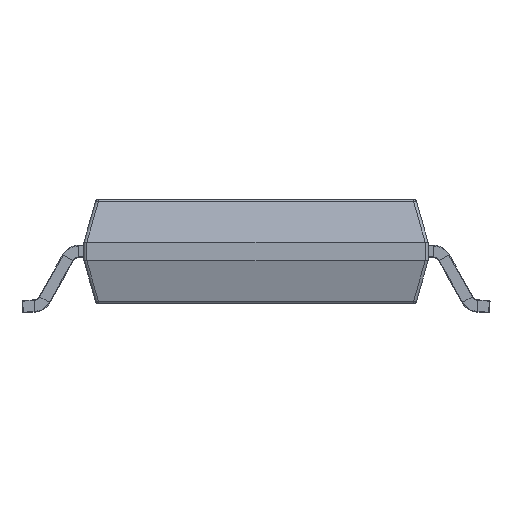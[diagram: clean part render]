
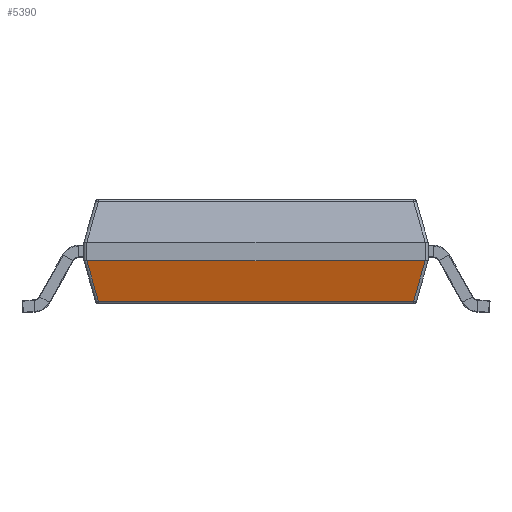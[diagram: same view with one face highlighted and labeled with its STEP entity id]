
A CAD part, front view. The second image highlights one B-rep face of the part: STEP entity #5390.
In plain terms, the highlighted planar face has unit normal (0, -0.962, -0.275).
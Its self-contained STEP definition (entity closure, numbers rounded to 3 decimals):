
#2960 = CARTESIAN_POINT ( 'NONE',  ( 2.752, -7.6, 0.75 ) ) ;
#4080 = CARTESIAN_POINT ( 'NONE',  ( 2.75, -7.6, 0.75 ) ) ;
#5390 = ADVANCED_FACE ( 'NONE', ( #32960 ), #43294, .F. ) ;
#7977 = VECTOR ( 'NONE', #25856, 1000. ) ;
#9831 = CARTESIAN_POINT ( 'NONE',  ( 2.6, -7.41, 0.086 ) ) ;
#10708 = VERTEX_POINT ( 'NONE', #112751 ) ;
#11222 = ORIENTED_EDGE ( 'NONE', *, *, #108597, .T. ) ;
#15632 = DIRECTION ( 'NONE',  ( 1., 0., 0. ) ) ;
#18559 = CARTESIAN_POINT ( 'NONE',  ( -2.562, -7.41, 0.086 ) ) ;
#18889 = CARTESIAN_POINT ( 'NONE',  ( -2.755, -7.603, 0.762 ) ) ;
#21580 = CARTESIAN_POINT ( 'NONE',  ( -2.751, -7.6, 0.75 ) ) ;
#24495 = DIRECTION ( 'NONE',  ( 0.265, -0.265, 0.927 ) ) ;
#25856 = DIRECTION ( 'NONE',  ( 0.265, 0.265, -0.927 ) ) ;
#27850 = CARTESIAN_POINT ( 'NONE',  ( 2.751, -7.6, 0.75 ) ) ;
#28308 = CARTESIAN_POINT ( 'NONE',  ( -2.752, -7.6, 0.75 ) ) ;
#29009 = CARTESIAN_POINT ( 'NONE',  ( 2.75, -7.6, 0.75 ) ) ;
#29027 = VERTEX_POINT ( 'NONE', #97859 ) ;
#29200 = CARTESIAN_POINT ( 'NONE',  ( -2.75, -7.6, 0.75 ) ) ;
#29267 = EDGE_LOOP ( 'NONE', ( #90215, #88933, #73713, #11222, #91069, #102695 ) ) ;
#32960 = FACE_OUTER_BOUND ( 'NONE', #29267, .T. ) ;
#33193 = CARTESIAN_POINT ( 'NONE',  ( 2.362, -7.21, -0.614 ) ) ;
#33456 = VERTEX_POINT ( 'NONE', #28308 ) ;
#34120 = CARTESIAN_POINT ( 'NONE',  ( -2.8, -7.6, 0.75 ) ) ;
#34187 = VERTEX_POINT ( 'NONE', #4080 ) ;
#37567 =( BOUNDED_CURVE ( )  B_SPLINE_CURVE ( 3, ( #29200, #65051, #21580, #64504 ),
 .UNSPECIFIED., .F., .F. ) 
 B_SPLINE_CURVE_WITH_KNOTS ( ( 4, 4 ),
 ( 3.142, 3.179 ),
 .UNSPECIFIED. ) 
 CURVE ( )  GEOMETRIC_REPRESENTATION_ITEM ( )  RATIONAL_B_SPLINE_CURVE ( ( 1., 1., 1., 1. ) ) 
 REPRESENTATION_ITEM ( '' )  );
#39148 = VERTEX_POINT ( 'NONE', #85839 ) ;
#43294 = PLANE ( 'NONE',  #45882 ) ;
#45031 = DIRECTION ( 'NONE',  ( 1., 0., 0. ) ) ;
#45822 = EDGE_CURVE ( 'NONE', #29027, #34187, #69391, .T. ) ;
#45882 = AXIS2_PLACEMENT_3D ( 'NONE', #94363, #85728, #77063 ) ;
#51852 = VECTOR ( 'NONE', #15632, 1000. ) ;
#54087 = VERTEX_POINT ( 'NONE', #18559 ) ;
#62335 = VECTOR ( 'NONE', #45031, 1000. ) ;
#62497 = EDGE_CURVE ( 'NONE', #10708, #33456, #37567, .T. ) ;
#64504 = CARTESIAN_POINT ( 'NONE',  ( -2.752, -7.6, 0.75 ) ) ;
#65051 = CARTESIAN_POINT ( 'NONE',  ( -2.751, -7.6, 0.75 ) ) ;
#69391 =( BOUNDED_CURVE ( )  B_SPLINE_CURVE ( 3, ( #2960, #73591, #27850, #29009 ),
 .UNSPECIFIED., .F., .F. ) 
 B_SPLINE_CURVE_WITH_KNOTS ( ( 4, 4 ),
 ( 3.104, 3.142 ),
 .UNSPECIFIED. ) 
 CURVE ( )  GEOMETRIC_REPRESENTATION_ITEM ( )  RATIONAL_B_SPLINE_CURVE ( ( 1., 1., 1., 1. ) ) 
 REPRESENTATION_ITEM ( '' )  );
#73056 = EDGE_CURVE ( 'NONE', #39148, #29027, #112485, .T. ) ;
#73591 = CARTESIAN_POINT ( 'NONE',  ( 2.751, -7.6, 0.75 ) ) ;
#73713 = ORIENTED_EDGE ( 'NONE', *, *, #97664, .T. ) ;
#76513 = LINE ( 'NONE', #34120, #51852 ) ;
#77063 = DIRECTION ( 'NONE',  ( 1., 0., 0. ) ) ;
#85728 = DIRECTION ( 'NONE',  ( 0., 0.962, 0.275 ) ) ;
#85839 = CARTESIAN_POINT ( 'NONE',  ( 2.562, -7.41, 0.086 ) ) ;
#88386 = LINE ( 'NONE', #18889, #7977 ) ;
#88933 = ORIENTED_EDGE ( 'NONE', *, *, #62497, .T. ) ;
#89136 = LINE ( 'NONE', #9831, #62335 ) ;
#90215 = ORIENTED_EDGE ( 'NONE', *, *, #104898, .F. ) ;
#91069 = ORIENTED_EDGE ( 'NONE', *, *, #73056, .T. ) ;
#94363 = CARTESIAN_POINT ( 'NONE',  ( -2.8, -7.6, 0.75 ) ) ;
#97664 = EDGE_CURVE ( 'NONE', #33456, #54087, #88386, .T. ) ;
#97859 = CARTESIAN_POINT ( 'NONE',  ( 2.752, -7.6, 0.75 ) ) ;
#102695 = ORIENTED_EDGE ( 'NONE', *, *, #45822, .T. ) ;
#103804 = VECTOR ( 'NONE', #24495, 1000. ) ;
#104898 = EDGE_CURVE ( 'NONE', #10708, #34187, #76513, .T. ) ;
#108597 = EDGE_CURVE ( 'NONE', #54087, #39148, #89136, .T. ) ;
#112485 = LINE ( 'NONE', #33193, #103804 ) ;
#112751 = CARTESIAN_POINT ( 'NONE',  ( -2.75, -7.6, 0.75 ) ) ;
